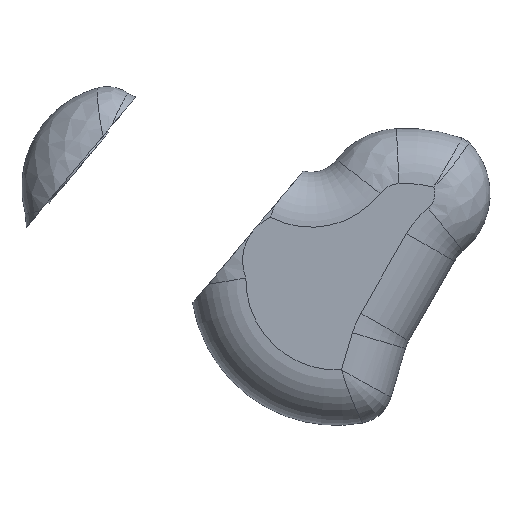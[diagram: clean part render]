
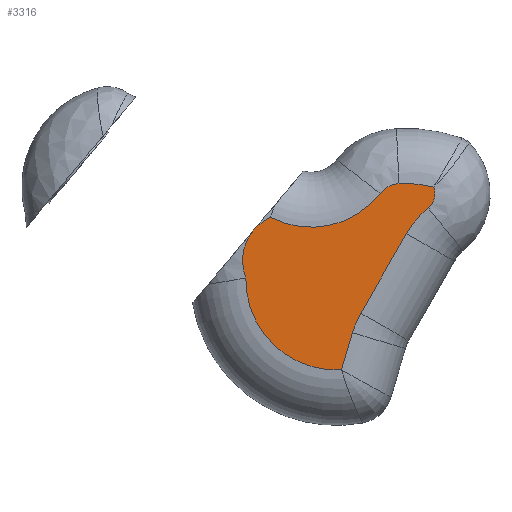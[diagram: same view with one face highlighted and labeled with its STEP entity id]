
A CAD part, top view. The second image highlights one B-rep face of the part: STEP entity #3316.
In plain terms, the highlighted planar face has unit normal (0, 0, 1).
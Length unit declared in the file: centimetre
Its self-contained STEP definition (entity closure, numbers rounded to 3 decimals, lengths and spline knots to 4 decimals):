
#327=CIRCLE('',#3698,4.9178);
#328=CIRCLE('',#3699,5.);
#329=CIRCLE('',#3700,5.);
#330=CIRCLE('',#3701,0.9823);
#331=CIRCLE('',#3702,6.4451);
#332=CIRCLE('',#3703,1.3763);
#333=CIRCLE('',#3704,4.7337);
#334=CIRCLE('',#3705,2.6021);
#335=CIRCLE('',#3706,2.6021);
#438=PLANE('',#3697);
#612=FACE_OUTER_BOUND('',#828,.T.);
#828=EDGE_LOOP('',(#2902,#2903,#2904,#2905,#2906,#2907,#2908,#2909,#2910,
#2911,#2912));
#1080=LINE('',#6217,#1304);
#1081=LINE('',#6221,#1305);
#1304=VECTOR('',#4638,1.);
#1305=VECTOR('',#4641,1.);
#1590=VERTEX_POINT('',#6213);
#1591=VERTEX_POINT('',#6214);
#1592=VERTEX_POINT('',#6216);
#1593=VERTEX_POINT('',#6218);
#1594=VERTEX_POINT('',#6220);
#1595=VERTEX_POINT('',#6222);
#1596=VERTEX_POINT('',#6224);
#1597=VERTEX_POINT('',#6226);
#1598=VERTEX_POINT('',#6228);
#1599=VERTEX_POINT('',#6230);
#1600=VERTEX_POINT('',#6232);
#2034=EDGE_CURVE('',#1590,#1591,#327,.T.);
#2035=EDGE_CURVE('',#1592,#1590,#1080,.T.);
#2036=EDGE_CURVE('',#1593,#1592,#328,.T.);
#2037=EDGE_CURVE('',#1594,#1593,#1081,.T.);
#2038=EDGE_CURVE('',#1595,#1594,#329,.T.);
#2039=EDGE_CURVE('',#1596,#1595,#330,.T.);
#2040=EDGE_CURVE('',#1597,#1596,#331,.T.);
#2041=EDGE_CURVE('',#1598,#1597,#332,.T.);
#2042=EDGE_CURVE('',#1599,#1598,#333,.T.);
#2043=EDGE_CURVE('',#1600,#1599,#334,.T.);
#2044=EDGE_CURVE('',#1591,#1600,#335,.T.);
#2902=ORIENTED_EDGE('',*,*,#2034,.F.);
#2903=ORIENTED_EDGE('',*,*,#2035,.F.);
#2904=ORIENTED_EDGE('',*,*,#2036,.F.);
#2905=ORIENTED_EDGE('',*,*,#2037,.F.);
#2906=ORIENTED_EDGE('',*,*,#2038,.F.);
#2907=ORIENTED_EDGE('',*,*,#2039,.F.);
#2908=ORIENTED_EDGE('',*,*,#2040,.F.);
#2909=ORIENTED_EDGE('',*,*,#2041,.F.);
#2910=ORIENTED_EDGE('',*,*,#2042,.F.);
#2911=ORIENTED_EDGE('',*,*,#2043,.F.);
#2912=ORIENTED_EDGE('',*,*,#2044,.F.);
#3316=ADVANCED_FACE('',(#612),#438,.T.);
#3697=AXIS2_PLACEMENT_3D('',#6212,#4634,#4635);
#3698=AXIS2_PLACEMENT_3D('',#6215,#4636,#4637);
#3699=AXIS2_PLACEMENT_3D('',#6219,#4639,#4640);
#3700=AXIS2_PLACEMENT_3D('',#6223,#4642,#4643);
#3701=AXIS2_PLACEMENT_3D('',#6225,#4644,#4645);
#3702=AXIS2_PLACEMENT_3D('',#6227,#4646,#4647);
#3703=AXIS2_PLACEMENT_3D('',#6229,#4648,#4649);
#3704=AXIS2_PLACEMENT_3D('',#6231,#4650,#4651);
#3705=AXIS2_PLACEMENT_3D('',#6233,#4652,#4653);
#3706=AXIS2_PLACEMENT_3D('',#6234,#4654,#4655);
#4634=DIRECTION('center_axis',(0.,0.,1.));
#4635=DIRECTION('ref_axis',(1.,0.,0.));
#4636=DIRECTION('center_axis',(0.,0.,-1.));
#4637=DIRECTION('ref_axis',(-0.621,-0.784,0.));
#4638=DIRECTION('',(-0.285,-0.959,0.));
#4639=DIRECTION('center_axis',(0.,0.,1.));
#4640=DIRECTION('ref_axis',(-0.919,0.393,0.));
#4641=DIRECTION('',(-0.497,-0.868,0.));
#4642=DIRECTION('center_axis',(0.,0.,1.));
#4643=DIRECTION('ref_axis',(-0.762,0.647,0.));
#4644=DIRECTION('center_axis',(0.,0.,-1.));
#4645=DIRECTION('ref_axis',(0.998,-0.057,0.));
#4646=DIRECTION('center_axis',(0.,0.,-1.));
#4647=DIRECTION('ref_axis',(0.145,0.989,0.));
#4648=DIRECTION('center_axis',(0.,0.,-1.));
#4649=DIRECTION('ref_axis',(-0.462,0.887,0.));
#4650=DIRECTION('center_axis',(0.,0.,1.));
#4651=DIRECTION('ref_axis',(0.157,-0.988,0.));
#4652=DIRECTION('center_axis',(0.,0.,-1.));
#4653=DIRECTION('ref_axis',(-0.868,0.496,0.));
#4654=DIRECTION('center_axis',(0.,0.,-1.));
#4655=DIRECTION('ref_axis',(-0.868,0.496,0.));
#6212=CARTESIAN_POINT('Origin',(16.0417,-28.4412,10.));
#6213=CARTESIAN_POINT('',(16.1893,-33.5017,10.));
#6214=CARTESIAN_POINT('',(10.9902,-28.5106,10.));
#6215=CARTESIAN_POINT('Origin',(15.9073,-28.592,10.));
#6216=CARTESIAN_POINT('',(16.7872,-31.4878,10.));
#6217=CARTESIAN_POINT('',(16.7803,-31.511,10.));
#6218=CARTESIAN_POINT('',(17.2406,-30.4278,10.));
#6219=CARTESIAN_POINT('Origin',(21.5805,-32.9108,10.));
#6220=CARTESIAN_POINT('',(19.7167,-26.0998,10.));
#6221=CARTESIAN_POINT('',(17.5209,-29.9378,10.));
#6222=CARTESIAN_POINT('',(20.9052,-24.7009,10.));
#6223=CARTESIAN_POINT('Origin',(24.0566,-28.5828,10.));
#6224=CARTESIAN_POINT('',(21.1967,-23.5697,10.));
#6225=CARTESIAN_POINT('Origin',(20.2861,-23.9383,10.));
#6226=CARTESIAN_POINT('',(19.3156,-23.3796,10.));
#6227=CARTESIAN_POINT('Origin',(19.6152,-29.8178,10.));
#6228=CARTESIAN_POINT('',(18.2906,-23.9129,10.));
#6229=CARTESIAN_POINT('Origin',(19.3796,-24.7544,10.));
#6230=CARTESIAN_POINT('',(12.3357,-25.2049,10.));
#6231=CARTESIAN_POINT('Origin',(14.5449,-21.0183,10.));
#6232=CARTESIAN_POINT('',(11.4236,-25.8991,10.));
#6233=CARTESIAN_POINT('Origin',(13.417,-27.5717,10.));
#6234=CARTESIAN_POINT('Origin',(13.417,-27.5717,10.));
